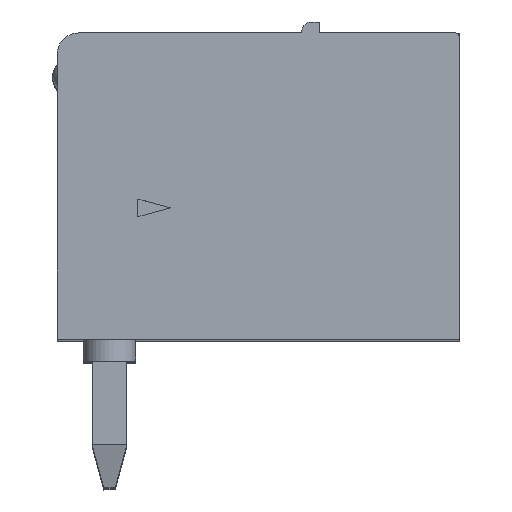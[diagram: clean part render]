
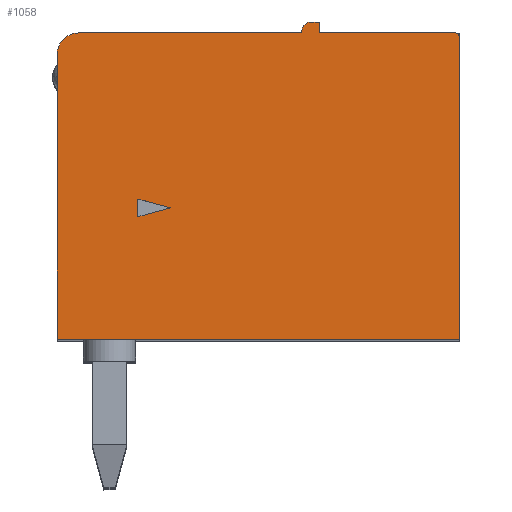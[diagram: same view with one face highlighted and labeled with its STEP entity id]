
A CAD part, top view. The second image highlights one B-rep face of the part: STEP entity #1058.
In plain terms, the highlighted planar face has unit normal (0, 0, 1).
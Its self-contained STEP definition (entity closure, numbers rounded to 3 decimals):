
#1058=ADVANCED_FACE('',(#2719,#2720),#2721,.T.);
#2719=FACE_OUTER_BOUND('',#5007,.T.);
#2720=FACE_BOUND('',#5008,.T.);
#2721=PLANE('',#5009);
#5007=EDGE_LOOP('',(#8150,#8151,#8152,#8153,#8154,#8155,#8156,#8157,#8158,#8159,#8160));
#5008=EDGE_LOOP('',(#8161,#8162,#8163));
#5009=AXIS2_PLACEMENT_3D('',#8164,#8165,#8166);
#8150=ORIENTED_EDGE('',*,*,#13323,.F.);
#8151=ORIENTED_EDGE('',*,*,#14077,.T.);
#8152=ORIENTED_EDGE('',*,*,#14078,.F.);
#8153=ORIENTED_EDGE('',*,*,#13669,.T.);
#8154=ORIENTED_EDGE('',*,*,#14079,.F.);
#8155=ORIENTED_EDGE('',*,*,#14080,.F.);
#8156=ORIENTED_EDGE('',*,*,#14081,.F.);
#8157=ORIENTED_EDGE('',*,*,#13456,.T.);
#8158=ORIENTED_EDGE('',*,*,#14082,.F.);
#8159=ORIENTED_EDGE('',*,*,#14083,.F.);
#8160=ORIENTED_EDGE('',*,*,#14084,.T.);
#8161=ORIENTED_EDGE('',*,*,#13486,.F.);
#8162=ORIENTED_EDGE('',*,*,#13683,.F.);
#8163=ORIENTED_EDGE('',*,*,#14085,.F.);
#8164=CARTESIAN_POINT('',(0.0,0.0,2.6));
#8165=DIRECTION('',(0.0,0.0,1.0));
#8166=DIRECTION('',(1.0,-0.0,0.0));
#13323=EDGE_CURVE('',#15859,#15861,#15862,.T.);
#13456=EDGE_CURVE('',#16105,#16103,#16106,.T.);
#13486=EDGE_CURVE('',#16157,#16152,#16159,.T.);
#13669=EDGE_CURVE('',#16485,#16483,#16486,.T.);
#13683=EDGE_CURVE('',#16506,#16157,#16508,.T.);
#14077=EDGE_CURVE('',#15859,#17159,#17160,.T.);
#14078=EDGE_CURVE('',#16485,#17159,#17161,.T.);
#14079=EDGE_CURVE('',#17162,#16483,#17163,.T.);
#14080=EDGE_CURVE('',#17164,#17162,#17165,.T.);
#14081=EDGE_CURVE('',#16105,#17164,#17166,.T.);
#14082=EDGE_CURVE('',#17167,#16103,#17168,.T.);
#14083=EDGE_CURVE('',#17169,#17167,#17170,.T.);
#14084=EDGE_CURVE('',#17169,#15861,#17171,.T.);
#14085=EDGE_CURVE('',#16152,#16506,#17172,.T.);
#15859=VERTEX_POINT('',#19492);
#15861=VERTEX_POINT('',#19495);
#15862=LINE('',#19496,#19497);
#16103=VERTEX_POINT('',#20148);
#16105=VERTEX_POINT('',#20151);
#16106=CIRCLE('',#20152,0.2);
#16152=VERTEX_POINT('',#20207);
#16157=VERTEX_POINT('',#20214);
#16159=LINE('',#20217,#20218);
#16483=VERTEX_POINT('',#20832);
#16485=VERTEX_POINT('',#20835);
#16486=CIRCLE('',#20836,0.1);
#16506=VERTEX_POINT('',#20863);
#16508=LINE('',#20866,#20867);
#17159=VERTEX_POINT('',#22615);
#17160=LINE('',#22616,#22617);
#17161=LINE('',#22618,#22619);
#17162=VERTEX_POINT('',#22620);
#17163=LINE('',#22621,#22622);
#17164=VERTEX_POINT('',#22623);
#17165=LINE('',#22624,#22625);
#17166=LINE('',#22626,#22627);
#17167=VERTEX_POINT('',#22628);
#17168=LINE('',#22629,#22630);
#17169=VERTEX_POINT('',#22631);
#17170=LINE('',#22632,#22633);
#17171=CIRCLE('',#22634,0.5);
#17172=LINE('',#22635,#22636);
#19492=CARTESIAN_POINT('',(0.,0.,2.6));
#19495=CARTESIAN_POINT('',(0.0,6.5,2.6));
#19496=CARTESIAN_POINT('',(0.0,0.0,2.6));
#19497=VECTOR('',#29689,1.0);
#20148=CARTESIAN_POINT('',(5.6,7.05,2.6));
#20151=CARTESIAN_POINT('',(5.8,7.25,2.6));
#20152=AXIS2_PLACEMENT_3D('',#29852,#29853,#29854);
#20207=CARTESIAN_POINT('',(1.85,2.799,2.6));
#20214=CARTESIAN_POINT('',(1.85,3.201,2.6));
#20217=CARTESIAN_POINT('',(1.85,0.0,2.6));
#20218=VECTOR('',#29900,1.0);
#20832=CARTESIAN_POINT('',(9.1,7.,2.6));
#20835=CARTESIAN_POINT('',(9.2,6.9,2.6));
#20836=AXIS2_PLACEMENT_3D('',#30147,#30148,#30149);
#20863=CARTESIAN_POINT('',(2.6,3.,2.6));
#20866=CARTESIAN_POINT('',(0.0,3.697,2.6));
#20867=VECTOR('',#30164,1.0);
#22615=CARTESIAN_POINT('',(9.2,0.,2.6));
#22616=CARTESIAN_POINT('',(0.0,0.,2.6));
#22617=VECTOR('',#30569,1.0);
#22618=CARTESIAN_POINT('',(9.2,0.0,2.6));
#22619=VECTOR('',#30570,1.0);
#22620=CARTESIAN_POINT('',(6.0,7.0,2.6));
#22621=CARTESIAN_POINT('',(0.0,7.0,2.6));
#22622=VECTOR('',#30571,1.0);
#22623=CARTESIAN_POINT('',(6.0,7.25,2.6));
#22624=CARTESIAN_POINT('',(6.0,0.0,2.6));
#22625=VECTOR('',#30572,1.0);
#22626=CARTESIAN_POINT('',(0.0,7.25,2.6));
#22627=VECTOR('',#30573,1.0);
#22628=CARTESIAN_POINT('',(5.6,7.0,2.6));
#22629=CARTESIAN_POINT('',(5.6,0.0,2.6));
#22630=VECTOR('',#30574,1.0);
#22631=CARTESIAN_POINT('',(0.5,7.0,2.6));
#22632=CARTESIAN_POINT('',(0.0,7.0,2.6));
#22633=VECTOR('',#30575,1.0);
#22634=AXIS2_PLACEMENT_3D('',#30576,#30577,#30578);
#22635=CARTESIAN_POINT('',(0.0,2.303,2.6));
#22636=VECTOR('',#30579,1.0);
#29689=DIRECTION('',(0.0,1.0,0.0));
#29852=CARTESIAN_POINT('',(5.8,7.05,2.6));
#29853=DIRECTION('',(0.0,0.0,1.0));
#29854=DIRECTION('',(1.0,0.0,0.0));
#29900=DIRECTION('',(0.0,-1.0,0.0));
#30147=CARTESIAN_POINT('',(9.1,6.9,2.6));
#30148=DIRECTION('',(0.0,0.0,1.0));
#30149=DIRECTION('',(1.0,0.0,0.0));
#30164=DIRECTION('',(-0.966,0.259,0.0));
#30569=DIRECTION('',(1.0,0.,0.0));
#30570=DIRECTION('',(0.0,-1.0,0.0));
#30571=DIRECTION('',(1.0,0.0,0.0));
#30572=DIRECTION('',(0.0,-1.0,0.0));
#30573=DIRECTION('',(1.0,0.0,0.0));
#30574=DIRECTION('',(0.0,1.0,0.0));
#30575=DIRECTION('',(1.0,0.0,0.0));
#30576=CARTESIAN_POINT('',(0.5,6.5,2.6));
#30577=DIRECTION('',(0.0,0.0,1.0));
#30578=DIRECTION('',(1.0,0.0,0.0));
#30579=DIRECTION('',(0.966,0.259,0.0));
